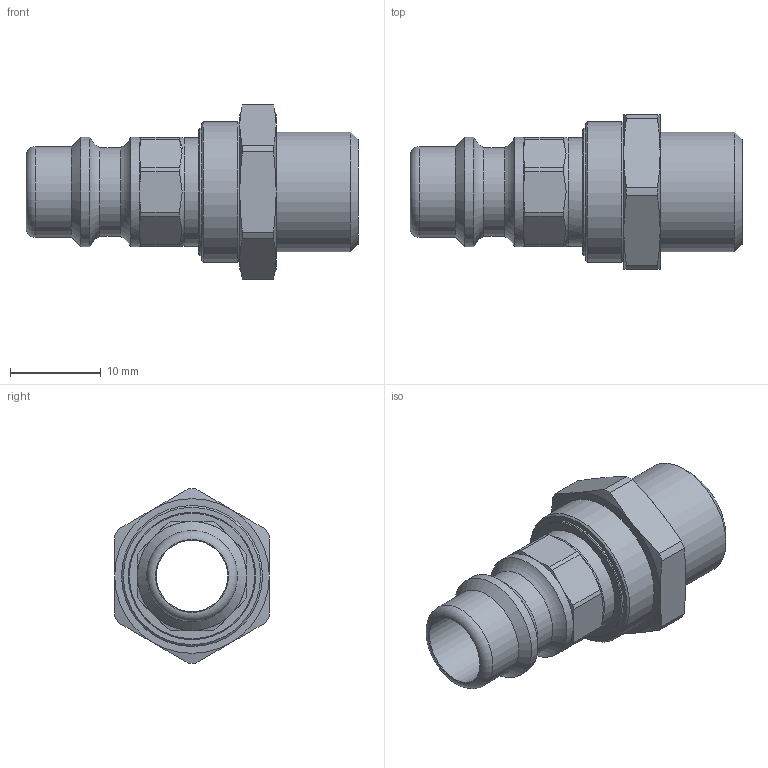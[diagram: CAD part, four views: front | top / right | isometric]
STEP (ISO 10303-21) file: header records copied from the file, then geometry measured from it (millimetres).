
FILE_DESCRIPTION((''),'2;1');
FILE_NAME('26sfaw13mxx8.stp','2013-09-19T14:38:40',('IA176480'),(''),'Autodesk Inventor 2013','Autodesk Inventor 2013','');
FILE_SCHEMA(('AUTOMOTIVE_DESIGN { 1 0 10303 214 1 1 1 1 }'));
Length unit declared in the file: millimetre
Products named in the file (3): D107821; D107820; D103012
Assembly tree (2 placements, depth 2):
  D107821
    D107820
    D103012
Bounding box: 36.5 x 17 x 19.15 mm (x, y, z)
Volume: 3091.6 mm3; surface area: 3177.4 mm2
Topology: 2 solids, 2 shells, 86 faces, 200 edges, 121 vertices
Faces by surface type: cone 36, cylinder 25, plane 21, torus 4
Full cylindrical faces by diameter (mm): 7.85 x1, 9.75 x1, 10 x1, 11.9 x1, 12 x2, 13.157 x1, 13.85 x1, 14 x1, 14.05 x1, 15.5 x1
Entity records: 2405 total; most frequent: CARTESIAN_POINT 571, DIRECTION 378, ORIENTED_EDGE 352, EDGE_CURVE 176, AXIS2_PLACEMENT_3D 175, VERTEX_POINT 120, EDGE_LOOP 116, FACE_OUTER_BOUND 86
